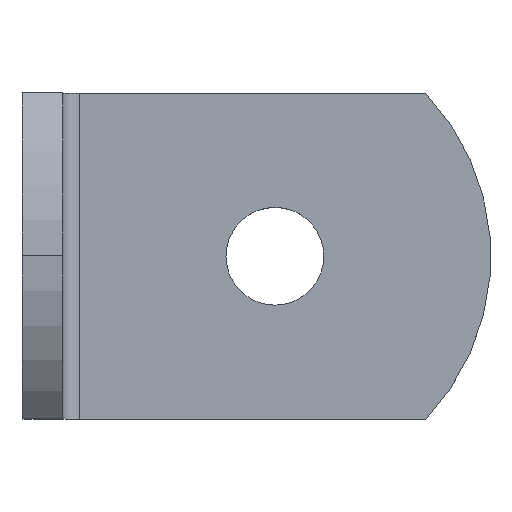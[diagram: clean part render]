
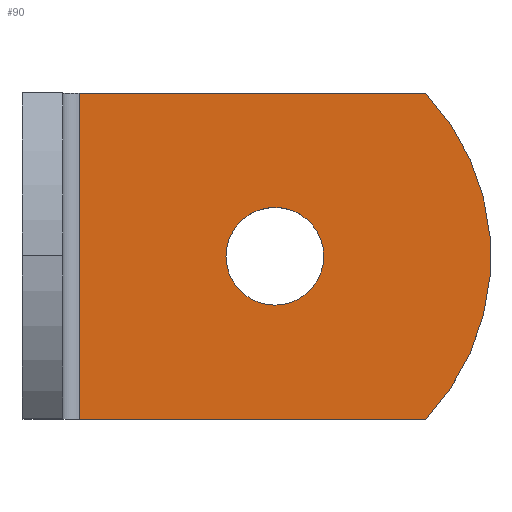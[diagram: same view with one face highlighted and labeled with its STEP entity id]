
A CAD part, top view. The second image highlights one B-rep face of the part: STEP entity #90.
In plain terms, the highlighted planar face has unit normal (0, 0, 1).
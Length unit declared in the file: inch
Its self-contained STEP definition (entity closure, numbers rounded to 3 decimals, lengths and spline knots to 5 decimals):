
#6 = AXIS2_PLACEMENT_3D ( 'NONE', #489, #437, #532 ) ;
#7 = ORIENTED_EDGE ( 'NONE', *, *, #546, .F. ) ;
#15 = LINE ( 'NONE', #400, #242 ) ;
#29 = DIRECTION ( 'NONE',  ( 0., 0., 1. ) ) ;
#33 = EDGE_CURVE ( 'NONE', #368, #554, #383, .T. ) ;
#35 = EDGE_LOOP ( 'NONE', ( #7, #239 ) ) ;
#36 = CARTESIAN_POINT ( 'NONE',  ( 0.48868, 0., 0.079 ) ) ;
#42 = VERTEX_POINT ( 'NONE', #94 ) ;
#48 = VECTOR ( 'NONE', #260, 39.37008 ) ;
#55 = EDGE_LOOP ( 'NONE', ( #213, #169, #269, #516 ) ) ;
#83 = AXIS2_PLACEMENT_3D ( 'NONE', #435, #140, #218 ) ;
#90 = ADVANCED_FACE ( 'NONE', ( #515, #286 ), #181, .F. ) ;
#94 = CARTESIAN_POINT ( 'NONE',  ( 0.78, -0.315, 0.079 ) ) ;
#126 = EDGE_CURVE ( 'NONE', #374, #205, #174, .T. ) ;
#140 = DIRECTION ( 'NONE',  ( 0., 0., 1. ) ) ;
#157 = DIRECTION ( 'NONE',  ( -1., 0., 0. ) ) ;
#164 = DIRECTION ( 'NONE',  ( 0., 0., 1. ) ) ;
#167 = VERTEX_POINT ( 'NONE', #534 ) ;
#169 = ORIENTED_EDGE ( 'NONE', *, *, #512, .T. ) ;
#174 = CIRCLE ( 'NONE', #83, 0.09449 ) ;
#181 = PLANE ( 'NONE',  #6 ) ;
#198 = CARTESIAN_POINT ( 'NONE',  ( 0.78, 0.315, 0.079 ) ) ;
#201 = DIRECTION ( 'NONE',  ( 1., 0., 0. ) ) ;
#203 = EDGE_CURVE ( 'NONE', #167, #42, #15, .T. ) ;
#205 = VERTEX_POINT ( 'NONE', #531 ) ;
#213 = ORIENTED_EDGE ( 'NONE', *, *, #203, .T. ) ;
#218 = DIRECTION ( 'NONE',  ( 1., 0., 0. ) ) ;
#231 = AXIS2_PLACEMENT_3D ( 'NONE', #36, #164, #201 ) ;
#239 = ORIENTED_EDGE ( 'NONE', *, *, #126, .F. ) ;
#242 = VECTOR ( 'NONE', #303, 39.37008 ) ;
#260 = DIRECTION ( 'NONE',  ( 1., 0., 0. ) ) ;
#261 = CARTESIAN_POINT ( 'NONE',  ( 0.1106, 0.315, 0.079 ) ) ;
#269 = ORIENTED_EDGE ( 'NONE', *, *, #33, .F. ) ;
#286 = FACE_OUTER_BOUND ( 'NONE', #55, .T. ) ;
#300 = VECTOR ( 'NONE', #502, 39.37008 ) ;
#303 = DIRECTION ( 'NONE',  ( 1., 0., 0. ) ) ;
#341 = EDGE_CURVE ( 'NONE', #368, #167, #385, .T. ) ;
#350 = CARTESIAN_POINT ( 'NONE',  ( 0.1106, 0.315, 0.079 ) ) ;
#368 = VERTEX_POINT ( 'NONE', #350 ) ;
#374 = VERTEX_POINT ( 'NONE', #452 ) ;
#379 = AXIS2_PLACEMENT_3D ( 'NONE', #410, #29, #157 ) ;
#383 = LINE ( 'NONE', #261, #48 ) ;
#385 = LINE ( 'NONE', #543, #300 ) ;
#400 = CARTESIAN_POINT ( 'NONE',  ( 0.1106, -0.315, 0.079 ) ) ;
#410 = CARTESIAN_POINT ( 'NONE',  ( 0.44925, 0., 0.079 ) ) ;
#435 = CARTESIAN_POINT ( 'NONE',  ( 0.48868, 0., 0.079 ) ) ;
#437 = DIRECTION ( 'NONE',  ( 0., 0., -1. ) ) ;
#452 = CARTESIAN_POINT ( 'NONE',  ( 0.39419, 0., 0.079 ) ) ;
#487 = CIRCLE ( 'NONE', #379, 0.45675 ) ;
#489 = CARTESIAN_POINT ( 'NONE',  ( 0.1106, 0.315, 0.079 ) ) ;
#502 = DIRECTION ( 'NONE',  ( 0., -1., 0. ) ) ;
#512 = EDGE_CURVE ( 'NONE', #42, #554, #487, .T. ) ;
#515 = FACE_BOUND ( 'NONE', #35, .T. ) ;
#516 = ORIENTED_EDGE ( 'NONE', *, *, #341, .T. ) ;
#531 = CARTESIAN_POINT ( 'NONE',  ( 0.58317, 0., 0.079 ) ) ;
#532 = DIRECTION ( 'NONE',  ( -1., 0., 0. ) ) ;
#534 = CARTESIAN_POINT ( 'NONE',  ( 0.1106, -0.315, 0.079 ) ) ;
#536 = CIRCLE ( 'NONE', #231, 0.09449 ) ;
#543 = CARTESIAN_POINT ( 'NONE',  ( 0.1106, 0.315, 0.079 ) ) ;
#546 = EDGE_CURVE ( 'NONE', #205, #374, #536, .T. ) ;
#554 = VERTEX_POINT ( 'NONE', #198 ) ;
